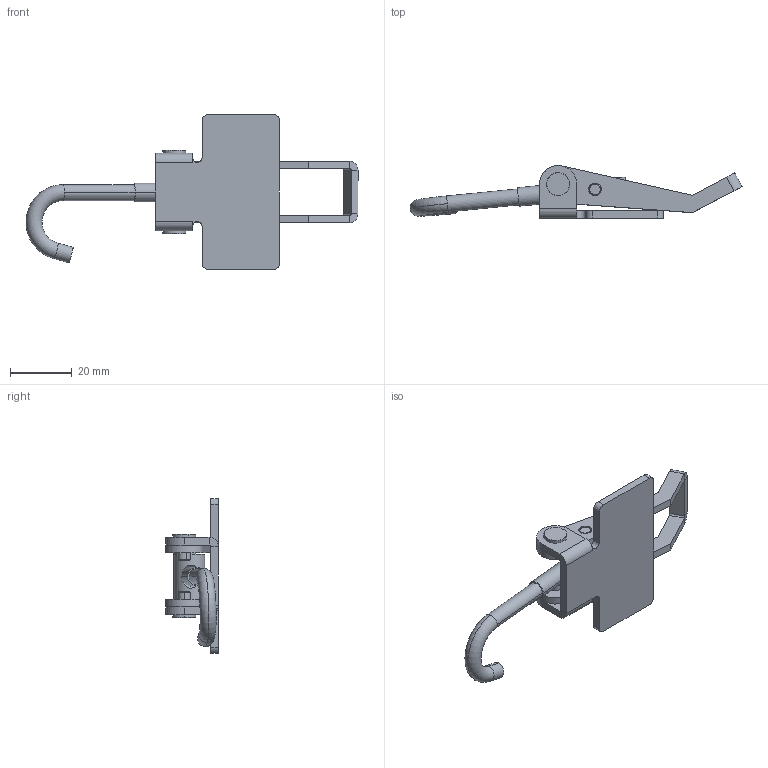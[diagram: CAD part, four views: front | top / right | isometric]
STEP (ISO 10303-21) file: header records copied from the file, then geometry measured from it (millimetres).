
FILE_DESCRIPTION (( 'STEP AP214' ), '1' );
FILE_NAME ('520202 - 702 HA.STEP', '2017-02-01T09:46:39', ( '' ), ( '' ), 'SwSTEP 2.0', 'SolidWorks 2015', '' );
FILE_SCHEMA (( 'AUTOMOTIVE_DESIGN' ));
Length unit declared in the file: millimetre
Products named in the file (6): 702 - Hake M6; 702 - Rulle; 702 - Ansatsnit; 702 - Bygel; 702 - A; 520202 - 702 HA
Assembly tree (6 placements, depth 2):
  520202 - 702 HA
    702 - A
    702 - Bygel
    702 - Ansatsnit  x2
    702 - Rulle
    702 - Hake M6
Bounding box: 107.21 x 17 x 50 mm (x, y, z)
Volume: 10863 mm3; surface area: 10258.8 mm2
Topology: 6 solids, 6 shells, 132 faces, 289 edges, 176 vertices
Faces by surface type: cylinder 57, plane 57, cone 12, torus 6
Entity records: 3689 total; most frequent: CARTESIAN_POINT 692, DIRECTION 629, ORIENTED_EDGE 526, EDGE_CURVE 263, AXIS2_PLACEMENT_3D 243, VERTEX_POINT 160, LINE 143, VECTOR 143
